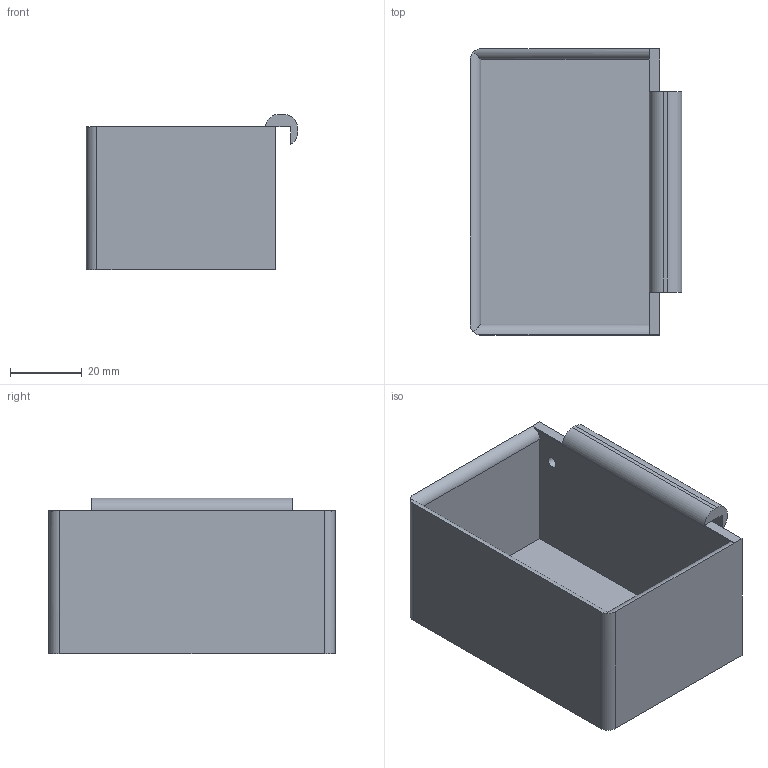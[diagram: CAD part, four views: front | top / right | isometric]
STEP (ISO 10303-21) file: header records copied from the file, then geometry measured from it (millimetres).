
FILE_DESCRIPTION(/* description */ (''),/* implementation_level */ '2;1');
FILE_NAME(/* name */ 'Caja Receptora Lateral.step',/* time_stamp */ '2025-12-10T13:13:59-03:00',/* author */ (''),/* organization */ (''),/* preprocessor_version */ 'ST-DEVELOPER v20.1',/* originating_system */ 'Autodesk Translation Framework v14.21.0.0',/* authorisation */ '');
FILE_SCHEMA (('AUTOMOTIVE_DESIGN { 1 0 10303 214 3 1 1 }'));
Length unit declared in the file: millimetre
Products named in the file (2): Caja Receptora Lateral; Caja Receptora
Assembly tree (1 placements, depth 2):
  Caja Receptora Lateral
    Caja Receptora
Bounding box: 59.15 x 80 x 43.5 mm (x, y, z)
Volume: 42242 mm3; surface area: 29224.1 mm2
Topology: 1 solids, 1 shells, 28 faces, 72 edges, 46 vertices
Faces by surface type: plane 18, cylinder 10
Full cylindrical faces by diameter (mm): 3.05 x2
Entity records: 951 total; most frequent: CARTESIAN_POINT 192, DIRECTION 146, ORIENTED_EDGE 144, EDGE_CURVE 72, LINE 50, VECTOR 50, AXIS2_PLACEMENT_3D 48, VERTEX_POINT 46
